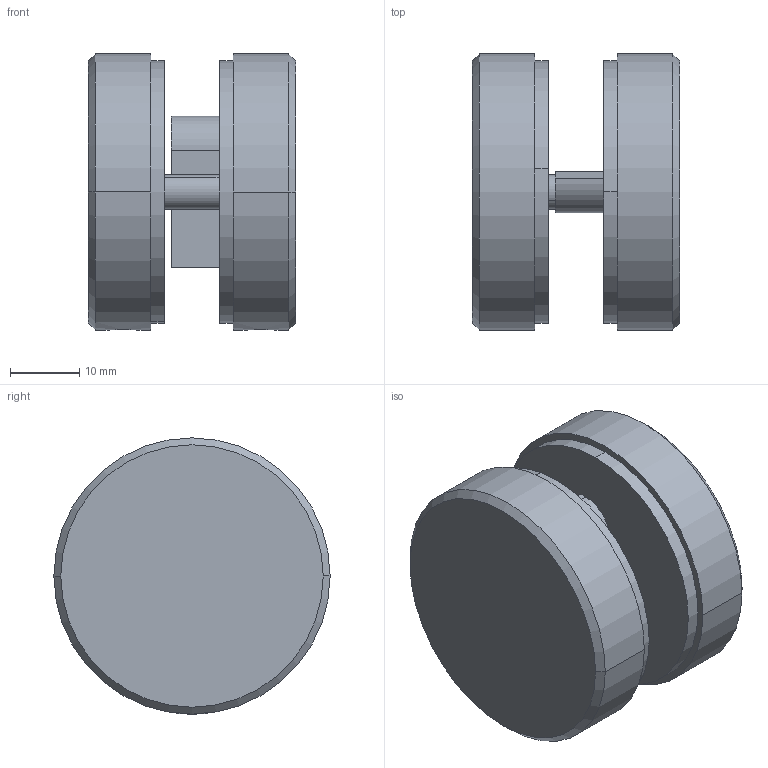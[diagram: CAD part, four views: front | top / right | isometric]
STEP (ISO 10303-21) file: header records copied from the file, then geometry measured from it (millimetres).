
FILE_DESCRIPTION (( 'STEP AP214' ), '1' );
FILE_NAME ('A_0742-SET.STEP', '2023-11-10T12:25:54', ( '' ), ( '' ), 'SwSTEP 2.0', 'SolidWorks 2019', '' );
FILE_SCHEMA (( 'AUTOMOTIVE_DESIGN' ));
Length unit declared in the file: millimetre
Products named in the file (5): A_0742-SET.P3; A_0742-SET; Skrutka DIN 913_SKRUTKA M 5X20; A_0742-SET.P2; A_0742-SET.P1
Assembly tree (5 placements, depth 2):
  A_0742-SET
    A_0742-SET.P2
    A_0742-SET.P1  x2
    A_0742-SET.P3
    Skrutka DIN 913_SKRUTKA M 5X20
Bounding box: 30 x 40 x 40 mm (x, y, z)
Volume: 27660.8 mm3; surface area: 13167.8 mm2
Topology: 5 solids, 5 shells, 65 faces, 140 edges, 86 vertices
Faces by surface type: plane 27, cylinder 22, cone 12, bspline 4
Entity records: 1760 total; most frequent: CARTESIAN_POINT 353, DIRECTION 262, ORIENTED_EDGE 224, EDGE_CURVE 112, AXIS2_PLACEMENT_3D 96, VERTEX_POINT 71, VECTOR 70, LINE 70
